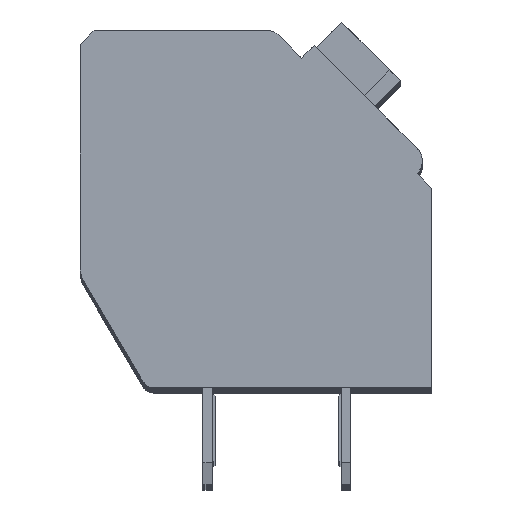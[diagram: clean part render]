
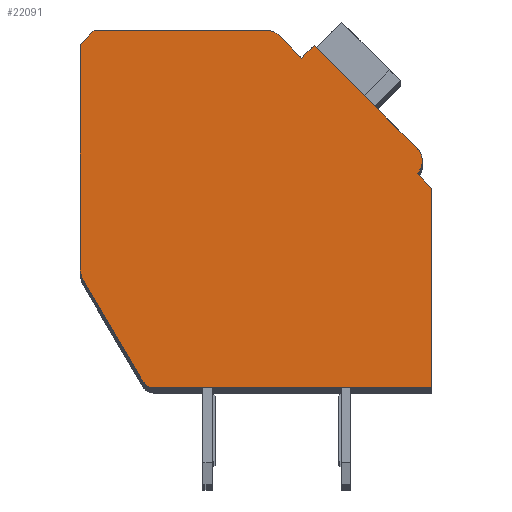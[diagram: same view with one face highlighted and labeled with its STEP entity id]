
A CAD part, top view. The second image highlights one B-rep face of the part: STEP entity #22091.
In plain terms, the highlighted planar face has unit normal (0, 0, 1).
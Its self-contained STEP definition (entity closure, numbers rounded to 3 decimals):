
#831=DIRECTION('',(0.,-1.,0.));
#832=VECTOR('',#831,8.053);
#833=CARTESIAN_POINT('',(-12.7,12.4,2.1));
#834=LINE('',#833,#832);
#835=DIRECTION('',(-0.707,-0.707,0.));
#836=VECTOR('',#835,0.707);
#837=CARTESIAN_POINT('',(-12.2,12.9,2.1));
#838=LINE('',#837,#836);
#839=DIRECTION('',(-1.,0.,0.));
#840=VECTOR('',#839,6.298);
#841=CARTESIAN_POINT('',(-5.902,12.9,2.1));
#842=LINE('',#841,#840);
#843=CARTESIAN_POINT('',(-5.902,12.4,2.1));
#844=DIRECTION('',(0.,0.,1.));
#845=DIRECTION('',(0.707,0.707,0.));
#846=AXIS2_PLACEMENT_3D('',#843,#844,#845);
#848=DIRECTION('',(-0.707,0.707,0.));
#849=VECTOR('',#848,1.197);
#850=CARTESIAN_POINT('',(-4.702,11.907,2.1));
#851=LINE('',#850,#849);
#852=DIRECTION('',(-0.707,-0.707,0.));
#853=VECTOR('',#852,0.65);
#854=CARTESIAN_POINT('',(-4.243,12.367,2.1));
#855=LINE('',#854,#853);
#856=DIRECTION('',(-0.707,0.707,0.));
#857=VECTOR('',#856,5.25);
#858=CARTESIAN_POINT('',(-0.53,8.655,2.1));
#859=LINE('',#858,#857);
#860=CARTESIAN_POINT('',(-0.99,8.195,2.1));
#861=DIRECTION('',(0.,0.,1.));
#862=DIRECTION('',(0.707,-0.707,0.));
#863=AXIS2_PLACEMENT_3D('',#860,#861,#862);
#865=DIRECTION('',(-0.707,0.707,0.));
#866=VECTOR('',#865,0.75);
#867=CARTESIAN_POINT('',(0.,7.205,2.1));
#868=LINE('',#867,#866);
#869=DIRECTION('',(0.,1.,0.));
#870=VECTOR('',#869,7.205);
#871=CARTESIAN_POINT('',(0.,0.,2.1));
#872=LINE('',#871,#870);
#873=DIRECTION('',(1.,0.,0.));
#874=VECTOR('',#873,10.014);
#875=CARTESIAN_POINT('',(-10.014,0.,2.1));
#876=LINE('',#875,#874);
#877=CARTESIAN_POINT('',(-10.014,0.5,2.1));
#878=DIRECTION('',(0.,0.,1.));
#879=DIRECTION('',(-0.862,-0.508,0.));
#880=AXIS2_PLACEMENT_3D('',#877,#878,#879);
#882=DIRECTION('',(0.508,-0.862,0.));
#883=VECTOR('',#882,4.17);
#884=CARTESIAN_POINT('',(-12.562,3.839,2.1));
#885=LINE('',#884,#883);
#886=CARTESIAN_POINT('',(-11.7,4.347,2.1));
#887=DIRECTION('',(0.,0.,1.));
#888=DIRECTION('',(-1.,0.,0.));
#889=AXIS2_PLACEMENT_3D('',#886,#887,#888);
#16265=CARTESIAN_POINT('',(-12.7,12.4,2.1));
#16266=CARTESIAN_POINT('',(-12.7,4.347,2.1));
#16267=VERTEX_POINT('',#16265);
#16268=VERTEX_POINT('',#16266);
#16269=CARTESIAN_POINT('',(-12.562,3.839,2.1));
#16270=VERTEX_POINT('',#16269);
#16271=CARTESIAN_POINT('',(-10.445,0.246,2.1));
#16272=VERTEX_POINT('',#16271);
#16273=CARTESIAN_POINT('',(-10.014,0.,2.1));
#16274=VERTEX_POINT('',#16273);
#16275=CARTESIAN_POINT('',(0.,0.,2.1));
#16276=VERTEX_POINT('',#16275);
#16277=CARTESIAN_POINT('',(0.,7.205,2.1));
#16278=VERTEX_POINT('',#16277);
#16279=CARTESIAN_POINT('',(-0.53,7.735,2.1));
#16280=VERTEX_POINT('',#16279);
#16281=CARTESIAN_POINT('',(-0.53,8.655,2.1));
#16282=VERTEX_POINT('',#16281);
#16283=CARTESIAN_POINT('',(-4.243,12.367,2.1));
#16284=VERTEX_POINT('',#16283);
#16285=CARTESIAN_POINT('',(-4.702,11.907,2.1));
#16286=VERTEX_POINT('',#16285);
#16287=CARTESIAN_POINT('',(-5.548,12.754,2.1));
#16288=VERTEX_POINT('',#16287);
#16289=CARTESIAN_POINT('',(-5.902,12.9,2.1));
#16290=VERTEX_POINT('',#16289);
#16291=CARTESIAN_POINT('',(-12.2,12.9,2.1));
#16292=VERTEX_POINT('',#16291);
#22059=CARTESIAN_POINT('',(0.,0.,2.1));
#22060=DIRECTION('',(0.,0.,1.));
#22061=DIRECTION('',(1.,0.,0.));
#22062=AXIS2_PLACEMENT_3D('',#22059,#22060,#22061);
#22063=PLANE('',#22062);
#22064=ORIENTED_EDGE('',*,*,#21312,.F.);
#22066=ORIENTED_EDGE('',*,*,#22065,.F.);
#22068=ORIENTED_EDGE('',*,*,#22067,.F.);
#22070=ORIENTED_EDGE('',*,*,#22069,.F.);
#22072=ORIENTED_EDGE('',*,*,#22071,.F.);
#22074=ORIENTED_EDGE('',*,*,#22073,.F.);
#22076=ORIENTED_EDGE('',*,*,#22075,.F.);
#22078=ORIENTED_EDGE('',*,*,#22077,.F.);
#22080=ORIENTED_EDGE('',*,*,#22079,.F.);
#22082=ORIENTED_EDGE('',*,*,#22081,.F.);
#22084=ORIENTED_EDGE('',*,*,#22083,.F.);
#22086=ORIENTED_EDGE('',*,*,#22085,.F.);
#22087=ORIENTED_EDGE('',*,*,#21717,.F.);
#22088=ORIENTED_EDGE('',*,*,#21460,.F.);
#22089=EDGE_LOOP('',(#22064,#22066,#22068,#22070,#22072,#22074,#22076,#22078,
#22080,#22082,#22084,#22086,#22087,#22088));
#22090=FACE_OUTER_BOUND('',#22089,.F.);
#847=CIRCLE('',#846,0.5);
#864=CIRCLE('',#863,0.65);
#881=CIRCLE('',#880,0.5);
#890=CIRCLE('',#889,1.);
#21312=EDGE_CURVE('',#16267,#16268,#834,.T.);
#21460=EDGE_CURVE('',#16268,#16270,#890,.T.);
#21717=EDGE_CURVE('',#16270,#16272,#885,.T.);
#22065=EDGE_CURVE('',#16292,#16267,#838,.T.);
#22067=EDGE_CURVE('',#16290,#16292,#842,.T.);
#22069=EDGE_CURVE('',#16288,#16290,#847,.T.);
#22071=EDGE_CURVE('',#16286,#16288,#851,.T.);
#22073=EDGE_CURVE('',#16284,#16286,#855,.T.);
#22075=EDGE_CURVE('',#16282,#16284,#859,.T.);
#22077=EDGE_CURVE('',#16280,#16282,#864,.T.);
#22079=EDGE_CURVE('',#16278,#16280,#868,.T.);
#22081=EDGE_CURVE('',#16276,#16278,#872,.T.);
#22083=EDGE_CURVE('',#16274,#16276,#876,.T.);
#22085=EDGE_CURVE('',#16272,#16274,#881,.T.);
#22091=ADVANCED_FACE('',(#22090),#22063,.T.);
